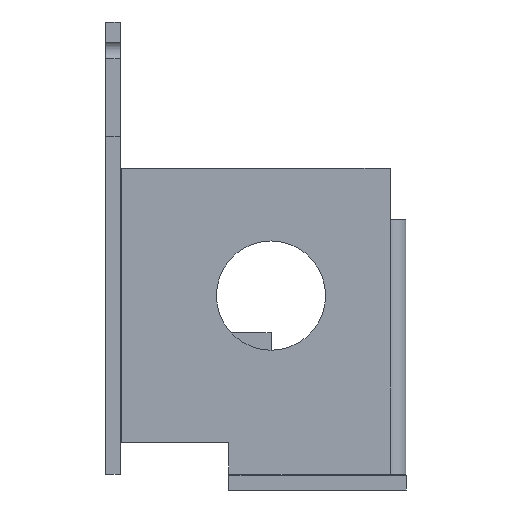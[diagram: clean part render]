
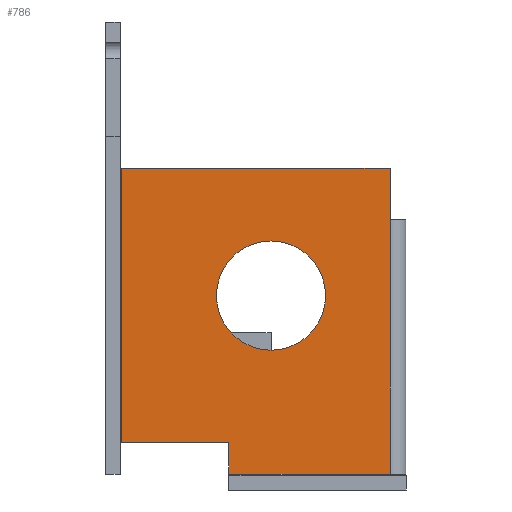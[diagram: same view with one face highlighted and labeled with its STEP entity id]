
A CAD part, left-side view. The second image highlights one B-rep face of the part: STEP entity #786.
In plain terms, the highlighted planar face has unit normal (-1, 0, 0).
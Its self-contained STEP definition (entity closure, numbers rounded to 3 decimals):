
#371 = VERTEX_POINT('',#372);
#372 = CARTESIAN_POINT('',(0.,27.4,-26.9));
#398 = VERTEX_POINT('',#399);
#399 = CARTESIAN_POINT('',(0.,7.7,-26.9));
#405 = EDGE_CURVE('',#398,#371,#406,.T.);
#406 = LINE('',#407,#408);
#407 = CARTESIAN_POINT('',(0.,7.7,-26.9));
#408 = VECTOR('',#409,1.);
#409 = DIRECTION('',(0.,1.,0.));
#459 = VERTEX_POINT('',#460);
#460 = CARTESIAN_POINT('',(0.,27.4,23.3));
#469 = EDGE_CURVE('',#371,#459,#470,.T.);
#470 = LINE('',#471,#472);
#471 = CARTESIAN_POINT('',(0.,27.4,-26.9));
#472 = VECTOR('',#473,1.);
#473 = DIRECTION('',(0.,0.,1.));
#768 = VERTEX_POINT('',#769);
#769 = CARTESIAN_POINT('',(0.,7.7,-32.7));
#776 = EDGE_CURVE('',#398,#768,#777,.T.);
#777 = LINE('',#778,#779);
#778 = CARTESIAN_POINT('',(0.,7.7,-26.9));
#779 = VECTOR('',#780,1.);
#780 = DIRECTION('',(0.,0.,-1.));
#786 = ADVANCED_FACE('',(#787,#822),#833,.F.);
#787 = FACE_BOUND('',#788,.F.);
#788 = EDGE_LOOP('',(#789,#790,#791,#799,#807,#815,#821));
#789 = ORIENTED_EDGE('',*,*,#405,.T.);
#790 = ORIENTED_EDGE('',*,*,#469,.T.);
#791 = ORIENTED_EDGE('',*,*,#792,.T.);
#792 = EDGE_CURVE('',#459,#793,#795,.T.);
#793 = VERTEX_POINT('',#794);
#794 = CARTESIAN_POINT('',(0.,-21.8,23.3));
#795 = LINE('',#796,#797);
#796 = CARTESIAN_POINT('',(0.,27.4,23.3));
#797 = VECTOR('',#798,1.);
#798 = DIRECTION('',(0.,-1.,0.));
#799 = ORIENTED_EDGE('',*,*,#800,.T.);
#800 = EDGE_CURVE('',#793,#801,#803,.T.);
#801 = VERTEX_POINT('',#802);
#802 = CARTESIAN_POINT('',(0.,-21.8,13.9));
#803 = LINE('',#804,#805);
#804 = CARTESIAN_POINT('',(0.,-21.8,23.3));
#805 = VECTOR('',#806,1.);
#806 = DIRECTION('',(0.,0.,-1.));
#807 = ORIENTED_EDGE('',*,*,#808,.T.);
#808 = EDGE_CURVE('',#801,#809,#811,.T.);
#809 = VERTEX_POINT('',#810);
#810 = CARTESIAN_POINT('',(0.,-21.8,-32.7));
#811 = LINE('',#812,#813);
#812 = CARTESIAN_POINT('',(0.,-21.8,23.3));
#813 = VECTOR('',#814,1.);
#814 = DIRECTION('',(0.,0.,-1.));
#815 = ORIENTED_EDGE('',*,*,#816,.F.);
#816 = EDGE_CURVE('',#768,#809,#817,.T.);
#817 = LINE('',#818,#819);
#818 = CARTESIAN_POINT('',(0.,7.7,-32.7));
#819 = VECTOR('',#820,1.);
#820 = DIRECTION('',(0.,-1.,0.));
#821 = ORIENTED_EDGE('',*,*,#776,.F.);
#822 = FACE_BOUND('',#823,.T.);
#823 = EDGE_LOOP('',(#824));
#824 = ORIENTED_EDGE('',*,*,#825,.T.);
#825 = EDGE_CURVE('',#826,#826,#828,.T.);
#826 = VERTEX_POINT('',#827);
#827 = CARTESIAN_POINT('',(0.,10.,0.));
#828 = CIRCLE('',#829,10.);
#829 = AXIS2_PLACEMENT_3D('',#830,#831,#832);
#830 = CARTESIAN_POINT('',(0.,0.,0.));
#831 = DIRECTION('',(1.,0.,0.));
#832 = DIRECTION('',(0.,1.,0.));
#833 = PLANE('',#834);
#834 = AXIS2_PLACEMENT_3D('',#835,#836,#837);
#835 = CARTESIAN_POINT('',(0.,1.81,-3.334));
#836 = DIRECTION('',(1.,0.,0.));
#837 = DIRECTION('',(0.,0.,1.));
